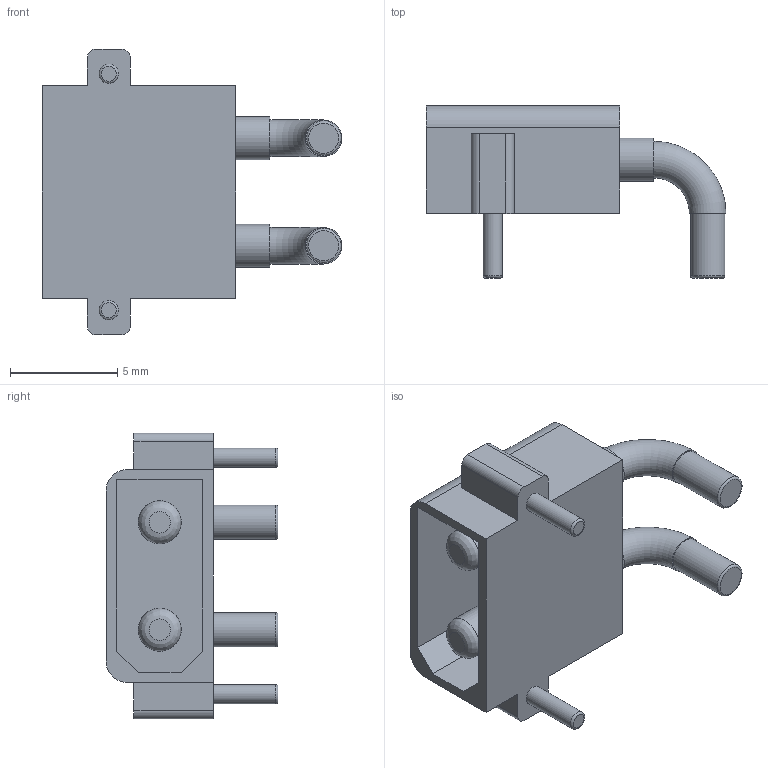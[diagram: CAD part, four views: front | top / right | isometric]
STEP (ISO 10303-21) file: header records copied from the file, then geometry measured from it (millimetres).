
FILE_DESCRIPTION(/* description */ (''),/* implementation_level */ '2;1');
FILE_NAME(/* name */ 'XT30-PW-M.step',/* time_stamp */ '2018-08-30T11:49:44+09:00',/* author */ ('yuqlid'),/* organization */ (''),/* preprocessor_version */ 'ST-DEVELOPER v17.2',/* originating_system */ 'Autodesk Translation Framework v7.6.0.251',/* authorisation */ '');
FILE_SCHEMA (('AUTOMOTIVE_DESIGN { 1 0 10303 214 3 1 1 }'));
Length unit declared in the file: millimetre
Products named in the file (1): XT30-PW-M
Bounding box: 13.95 x 8 x 13.3 mm (x, y, z)
Volume: 352.2 mm3; surface area: 780.3 mm2
Topology: 6 solids, 6 shells, 54 faces, 120 edges, 82 vertices
Faces by surface type: plane 34, cylinder 12, torus 6, bspline 2
Full cylindrical faces by diameter (mm): 0.9 x2, 1.6 x2, 2 x2
Entity records: 1625 total; most frequent: CARTESIAN_POINT 309, DIRECTION 280, ORIENTED_EDGE 240, EDGE_CURVE 120, AXIS2_PLACEMENT_3D 107, VERTEX_POINT 82, LINE 66, VECTOR 66
